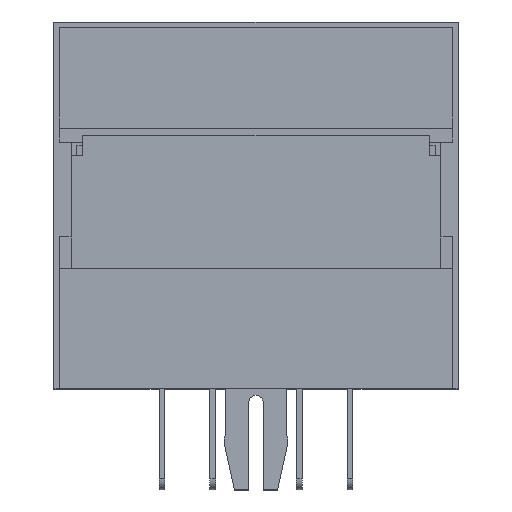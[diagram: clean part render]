
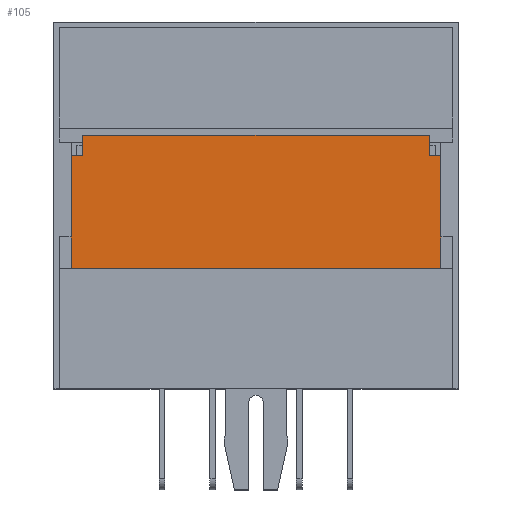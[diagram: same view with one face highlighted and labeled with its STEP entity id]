
A CAD part, top view. The second image highlights one B-rep face of the part: STEP entity #105.
In plain terms, the highlighted planar face has unit normal (0, 0, 1).
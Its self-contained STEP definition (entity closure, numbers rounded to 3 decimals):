
#105=ADVANCED_FACE('NONE',(#362),#363,.F.);
#362=FACE_OUTER_BOUND('',#844,.T.);
#363=PLANE('',#845);
#844=EDGE_LOOP('',(#1481,#1482,#1483,#1484,#1485,#1486,#1487,#1488));
#845=AXIS2_PLACEMENT_3D('',#1489,#1490,#1491);
#1481=ORIENTED_EDGE('',*,*,#3319,.T.);
#1482=ORIENTED_EDGE('',*,*,#3320,.T.);
#1483=ORIENTED_EDGE('',*,*,#3321,.F.);
#1484=ORIENTED_EDGE('',*,*,#3322,.F.);
#1485=ORIENTED_EDGE('',*,*,#3323,.F.);
#1486=ORIENTED_EDGE('',*,*,#3324,.F.);
#1487=ORIENTED_EDGE('',*,*,#3325,.T.);
#1488=ORIENTED_EDGE('',*,*,#3326,.T.);
#1489=CARTESIAN_POINT('',(-7.,2.42,11.542));
#1490=DIRECTION('',(-0.0,-0.0,-1.0));
#1491=DIRECTION('',(0.0,-1.0,0.0));
#3319=EDGE_CURVE('NONE',#4024,#4025,#4026,.T.);
#3320=EDGE_CURVE('NONE',#4025,#4027,#4028,.T.);
#3321=EDGE_CURVE('NONE',#4029,#4027,#4030,.T.);
#3322=EDGE_CURVE('NONE',#4031,#4029,#4032,.T.);
#3323=EDGE_CURVE('NONE',#4033,#4031,#4034,.T.);
#3324=EDGE_CURVE('NONE',#4035,#4033,#4036,.T.);
#3325=EDGE_CURVE('NONE',#4035,#4037,#4038,.T.);
#3326=EDGE_CURVE('NONE',#4037,#4024,#4039,.T.);
#4024=VERTEX_POINT('NONE',#5130);
#4025=VERTEX_POINT('NONE',#5131);
#4026=LINE('',#5132,#5133);
#4027=VERTEX_POINT('NONE',#5134);
#4028=LINE('',#5135,#5136);
#4029=VERTEX_POINT('NONE',#5137);
#4030=LINE('',#5138,#5139);
#4031=VERTEX_POINT('NONE',#5140);
#4032=LINE('',#5141,#5142);
#4033=VERTEX_POINT('NONE',#5143);
#4034=LINE('',#5144,#5145);
#4035=VERTEX_POINT('NONE',#5146);
#4036=LINE('',#5147,#5148);
#4037=VERTEX_POINT('NONE',#5149);
#4038=LINE('',#5150,#5151);
#4039=LINE('',#5152,#5153);
#5130=CARTESIAN_POINT('',(-6.4,1.701,11.542));
#5131=CARTESIAN_POINT('',(-6.4,-2.182,11.542));
#5132=CARTESIAN_POINT('',(-6.4,0.0,11.542));
#5133=VECTOR('',#6550,1000.0);
#5134=CARTESIAN_POINT('',(6.4,-2.182,11.542));
#5135=CARTESIAN_POINT('',(-7.,-2.182,11.542));
#5136=VECTOR('',#6551,1000.0);
#5137=CARTESIAN_POINT('',(6.4,1.701,11.542));
#5138=CARTESIAN_POINT('',(6.4,0.0,11.542));
#5139=VECTOR('',#6552,1000.0);
#5140=CARTESIAN_POINT('',(6.,1.701,11.542));
#5141=CARTESIAN_POINT('',(6.,1.701,11.542));
#5142=VECTOR('',#6553,1000.0);
#5143=CARTESIAN_POINT('',(6.,2.42,11.542));
#5144=CARTESIAN_POINT('',(6.,0.0,11.542));
#5145=VECTOR('',#6554,1000.0);
#5146=CARTESIAN_POINT('',(-6.,2.42,11.542));
#5147=CARTESIAN_POINT('',(-7.,2.42,11.542));
#5148=VECTOR('',#6555,1000.0);
#5149=CARTESIAN_POINT('',(-6.,1.701,11.542));
#5150=CARTESIAN_POINT('',(-6.,0.0,11.542));
#5151=VECTOR('',#6556,1000.0);
#5152=CARTESIAN_POINT('',(-6.,1.701,11.542));
#5153=VECTOR('',#6557,1000.0);
#6550=DIRECTION('',(0.0,-1.0,0.0));
#6551=DIRECTION('',(1.0,-0.0,-0.0));
#6552=DIRECTION('',(0.0,-1.0,0.0));
#6553=DIRECTION('',(1.0,-0.0,-0.0));
#6554=DIRECTION('',(0.0,-1.0,0.0));
#6555=DIRECTION('',(1.0,-0.0,-0.0));
#6556=DIRECTION('',(0.0,-1.0,0.0));
#6557=DIRECTION('',(-1.0,-0.0,-0.0));
